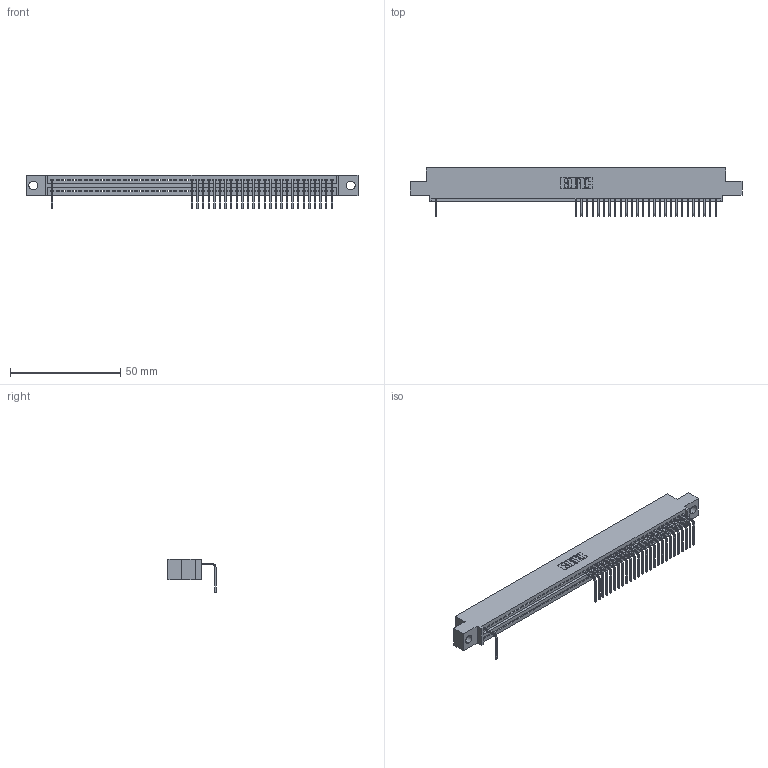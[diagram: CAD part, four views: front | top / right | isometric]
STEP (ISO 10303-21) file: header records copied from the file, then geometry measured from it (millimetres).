
FILE_DESCRIPTION (( 'STEP AP203' ), '1' );
FILE_NAME ('345-051-558-404.STEP', '2018-09-22T18:34:57', ( '' ), ( '' ), 'SwSTEP 2.0', 'SolidWorks 2016', '' );
FILE_SCHEMA (( 'CONFIG_CONTROL_DESIGN' ));
Length unit declared in the file: inch
Products named in the file (3): 345 Part_0.110 Offset - 0.156 Dia-TH; 345-292-001_558 Tail - 2; 345-051-558-404
Assembly tree (28 placements, depth 2):
  345-051-558-404
    345 Part_0.110 Offset - 0.156 Dia-TH
    345-292-001_558 Tail - 2  x27
Bounding box: 150.75 x 21.83 x 15.37 mm (x, y, z)
Volume: 14045.9 mm3; surface area: 17747.9 mm2
Topology: 28 solids, 28 shells, 2134 faces, 6563 edges, 4338 vertices
Faces by surface type: plane 1554, cylinder 580
Entity records: 36623 total; most frequent: ORIENTED_EDGE 6470, CARTESIAN_POINT 6461, DIRECTION 5601, EDGE_CURVE 3235, VECTOR 2899, LINE 2899, VERTEX_POINT 2154, AXIS2_PLACEMENT_3D 1351
